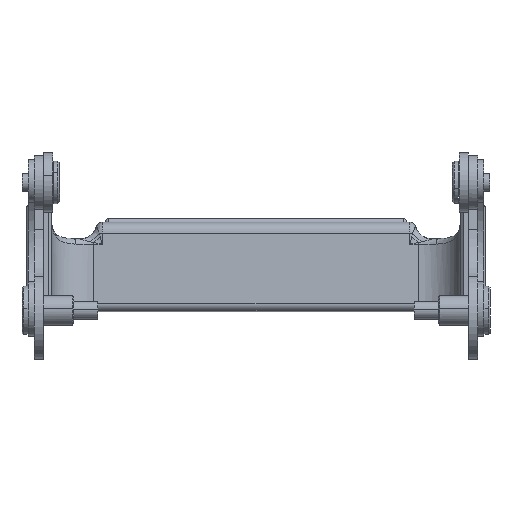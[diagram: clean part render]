
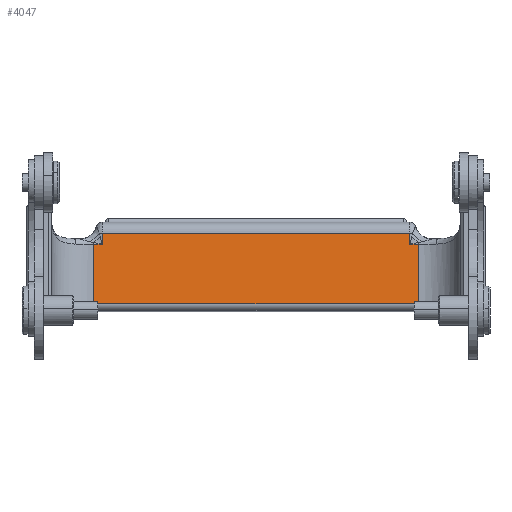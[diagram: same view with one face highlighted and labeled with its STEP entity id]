
A CAD part, top view. The second image highlights one B-rep face of the part: STEP entity #4047.
In plain terms, the highlighted planar face has unit normal (0, 0.087, 0.996).
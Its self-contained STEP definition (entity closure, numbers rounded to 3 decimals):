
#2356=LINE('',#25337,#3265);
#2370=LINE('',#25696,#3279);
#2371=LINE('',#25740,#3280);
#2372=LINE('',#25836,#3281);
#2373=LINE('',#25923,#3282);
#2374=LINE('',#25969,#3283);
#2375=LINE('',#25971,#3284);
#2376=LINE('',#25973,#3285);
#3265=VECTOR('',#18181,1.);
#3279=VECTOR('',#18271,1.);
#3280=VECTOR('',#18274,1.);
#3281=VECTOR('',#18287,1.);
#3282=VECTOR('',#18302,1.);
#3283=VECTOR('',#18305,1.);
#3284=VECTOR('',#18308,1.);
#3285=VECTOR('',#18309,1.);
#4047=ADVANCED_FACE('',(#5210),#4536,.F.);
#4536=PLANE('',#15509);
#5210=FACE_OUTER_BOUND('',#6098,.T.);
#6098=EDGE_LOOP('',(#9597,#9598,#9599,#9600,#9601,#9602,#9603,#9604));
#9597=ORIENTED_EDGE('',*,*,#13741,.T.);
#9598=ORIENTED_EDGE('',*,*,#13731,.T.);
#9599=ORIENTED_EDGE('',*,*,#13722,.T.);
#9600=ORIENTED_EDGE('',*,*,#13719,.T.);
#9601=ORIENTED_EDGE('',*,*,#13745,.T.);
#9602=ORIENTED_EDGE('',*,*,#13746,.T.);
#9603=ORIENTED_EDGE('',*,*,#13667,.T.);
#9604=ORIENTED_EDGE('',*,*,#13744,.T.);
#11708=VERTEX_POINT('',#25336);
#11709=VERTEX_POINT('',#25338);
#11742=VERTEX_POINT('',#25693);
#11743=VERTEX_POINT('',#25695);
#11745=VERTEX_POINT('',#25741);
#11748=VERTEX_POINT('',#25837);
#11753=VERTEX_POINT('',#25924);
#11754=VERTEX_POINT('',#25972);
#13667=EDGE_CURVE('',#11709,#11708,#2356,.T.);
#13719=EDGE_CURVE('',#11742,#11743,#2370,.T.);
#13722=EDGE_CURVE('',#11745,#11742,#2371,.T.);
#13731=EDGE_CURVE('',#11748,#11745,#2372,.T.);
#13741=EDGE_CURVE('',#11753,#11748,#2373,.T.);
#13744=EDGE_CURVE('',#11708,#11753,#2374,.T.);
#13745=EDGE_CURVE('',#11743,#11754,#2375,.T.);
#13746=EDGE_CURVE('',#11754,#11709,#2376,.T.);
#15509=AXIS2_PLACEMENT_3D('',#25974,#18310,#18311);
#18181=DIRECTION('',(0.,0.996,-0.087));
#18271=DIRECTION('',(-1.,0.,0.));
#18274=DIRECTION('',(0.,-0.996,0.087));
#18287=DIRECTION('',(-1.,0.,0.));
#18302=DIRECTION('',(0.,0.996,-0.087));
#18305=DIRECTION('',(-1.,0.,0.));
#18308=DIRECTION('',(0.,-0.996,0.087));
#18309=DIRECTION('',(1.,0.,0.));
#18310=DIRECTION('',(0.,-0.087,-0.996));
#18311=DIRECTION('',(0.,-0.996,0.087));
#25336=CARTESIAN_POINT('',(27.295,72.668,-26.085));
#25337=CARTESIAN_POINT('',(27.295,62.905,-25.231));
#25338=CARTESIAN_POINT('',(27.295,62.905,-25.231));
#25693=CARTESIAN_POINT('',(-24.705,72.668,-26.085));
#25695=CARTESIAN_POINT('',(-26.105,72.668,-26.085));
#25696=CARTESIAN_POINT('',(-24.705,72.668,-26.085));
#25740=CARTESIAN_POINT('',(-24.705,74.51,-26.246));
#25741=CARTESIAN_POINT('',(-24.705,74.51,-26.246));
#25836=CARTESIAN_POINT('',(25.895,74.51,-26.246));
#25837=CARTESIAN_POINT('',(25.895,74.51,-26.246));
#25923=CARTESIAN_POINT('',(25.895,72.668,-26.085));
#25924=CARTESIAN_POINT('',(25.895,72.668,-26.085));
#25969=CARTESIAN_POINT('',(27.295,72.668,-26.085));
#25971=CARTESIAN_POINT('',(-26.105,72.668,-26.085));
#25972=CARTESIAN_POINT('',(-26.105,62.905,-25.231));
#25973=CARTESIAN_POINT('',(-26.105,62.905,-25.231));
#25974=CARTESIAN_POINT('',(15.495,68.409,-25.713));
